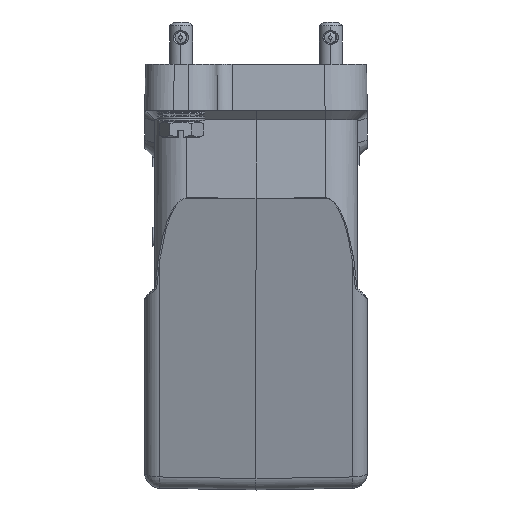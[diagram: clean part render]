
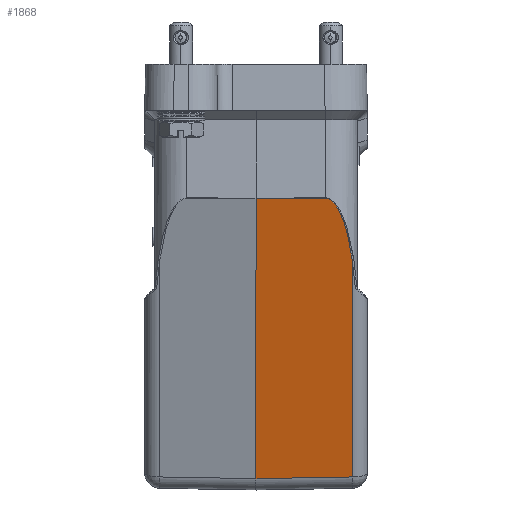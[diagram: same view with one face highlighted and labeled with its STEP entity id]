
A CAD part, left-side view. The second image highlights one B-rep face of the part: STEP entity #1868.
In plain terms, the highlighted planar face has unit normal (-0.966, -0.018, -0.259).
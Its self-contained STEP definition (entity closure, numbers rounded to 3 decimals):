
#1035=FACE_OUTER_BOUND('',#4228,.T.);
#1868=ADVANCED_FACE('NONE',(#1035),#2478,.F.);
#2478=PLANE('',#15013);
#3338=B_SPLINE_CURVE_WITH_KNOTS('',3,(#27091,#27092,#27093,#27094,#27095,
#27096,#27097,#27098,#27099,#27100,#27101,#27102,#27103,#27104,#27105,#27106,
#27107,#27108,#27109,#27110),.UNSPECIFIED.,.F.,.F.,(4,2,2,2,2,2,2,2,2,4),
(0.,0.031,0.062,0.125,0.187,
0.25,0.375,0.5,0.75,1.),.UNSPECIFIED.);
#4228=EDGE_LOOP('',(#7287,#7288,#7289,#7290,#7291));
#7287=ORIENTED_EDGE('',*,*,#11628,.F.);
#7288=ORIENTED_EDGE('',*,*,#11626,.F.);
#7289=ORIENTED_EDGE('',*,*,#11549,.F.);
#7290=ORIENTED_EDGE('',*,*,#11551,.F.);
#7291=ORIENTED_EDGE('',*,*,#11629,.T.);
#9723=VERTEX_POINT('',#27040);
#9726=VERTEX_POINT('',#27090);
#9727=VERTEX_POINT('',#27183);
#9770=VERTEX_POINT('',#27738);
#9774=VERTEX_POINT('',#27793);
#11549=EDGE_CURVE('NONE',#9726,#9723,#3338,.T.);
#11551=EDGE_CURVE('NONE',#9727,#9726,#12964,.T.);
#11626=EDGE_CURVE('NONE',#9723,#9770,#13006,.T.);
#11628=EDGE_CURVE('NONE',#9770,#9774,#13007,.T.);
#11629=EDGE_CURVE('NONE',#9727,#9774,#13008,.T.);
#12964=LINE('',#27184,#13977);
#13006=LINE('',#27762,#14019);
#13007=LINE('',#27792,#14020);
#13008=LINE('',#27794,#14021);
#13977=VECTOR('',#17557,1.);
#14019=VECTOR('',#17675,1.);
#14020=VECTOR('',#17678,1.);
#14021=VECTOR('',#17679,1.);
#15013=AXIS2_PLACEMENT_3D('',#27795,#17680,#17681);
#17557=DIRECTION('',(0.017,-1.,0.002));
#17675=DIRECTION('',(0.259,0.,-0.966));
#17678=DIRECTION('',(-0.013,1.,-0.017));
#17679=DIRECTION('',(0.259,0.,-0.966));
#17680=DIRECTION('',(0.966,0.017,0.259));
#17681=DIRECTION('',(0.259,0.,-0.966));
#27040=CARTESIAN_POINT('',(-70.235,-25.07,-39.091));
#27090=CARTESIAN_POINT('',(-74.668,-18.048,-23.022));
#27091=CARTESIAN_POINT('',(-74.668,-18.048,-23.022));
#27092=CARTESIAN_POINT('',(-74.664,-18.244,-23.022));
#27093=CARTESIAN_POINT('',(-74.654,-18.439,-23.048));
#27094=CARTESIAN_POINT('',(-74.62,-18.815,-23.149));
#27095=CARTESIAN_POINT('',(-74.597,-18.996,-23.223));
#27096=CARTESIAN_POINT('',(-74.515,-19.511,-23.494));
#27097=CARTESIAN_POINT('',(-74.444,-19.815,-23.739));
#27098=CARTESIAN_POINT('',(-74.289,-20.363,-24.281));
#27099=CARTESIAN_POINT('',(-74.204,-20.607,-24.58));
#27100=CARTESIAN_POINT('',(-74.029,-21.054,-25.204));
#27101=CARTESIAN_POINT('',(-73.938,-21.257,-25.531));
#27102=CARTESIAN_POINT('',(-73.659,-21.823,-26.533));
#27103=CARTESIAN_POINT('',(-73.466,-22.142,-27.231));
#27104=CARTESIAN_POINT('',(-73.075,-22.714,-28.653));
#27105=CARTESIAN_POINT('',(-72.876,-22.965,-29.377));
#27106=CARTESIAN_POINT('',(-72.276,-23.647,-31.571));
#27107=CARTESIAN_POINT('',(-71.87,-24.009,-33.061));
#27108=CARTESIAN_POINT('',(-71.055,-24.619,-36.062));
#27109=CARTESIAN_POINT('',(-70.646,-24.866,-37.573));
#27110=CARTESIAN_POINT('',(-70.235,-25.07,-39.091));
#27183=CARTESIAN_POINT('',(-74.983,0.,-23.064));
#27184=CARTESIAN_POINT('',(-74.983,0.,-23.064));
#27738=CARTESIAN_POINT('',(-55.094,-25.07,-95.598));
#27762=CARTESIAN_POINT('',(-54.213,-25.07,-98.887));
#27792=CARTESIAN_POINT('',(-55.09,-25.378,-95.593));
#27793=CARTESIAN_POINT('',(-55.43,0.,-96.036));
#27794=CARTESIAN_POINT('',(-54.636,0.,-99.));
#27795=CARTESIAN_POINT('',(-54.636,0.,-99.));
